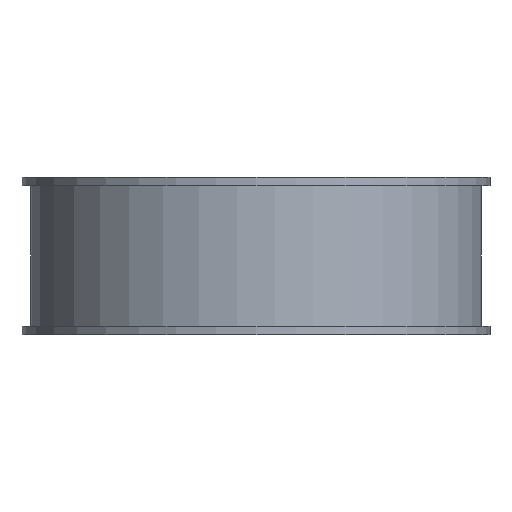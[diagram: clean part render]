
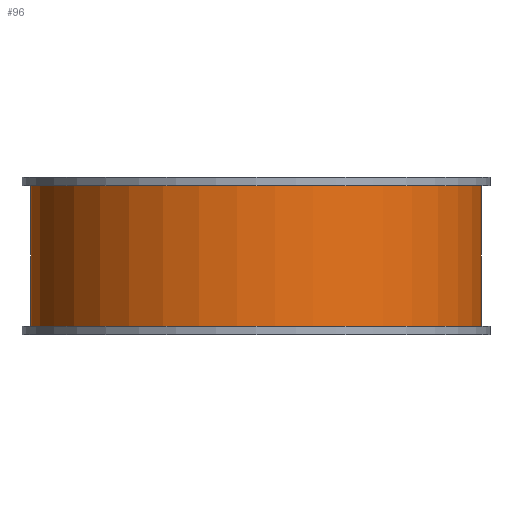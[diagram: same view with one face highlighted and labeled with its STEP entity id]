
A CAD part, front view. The second image highlights one B-rep face of the part: STEP entity #96.
In plain terms, the highlighted cylindrical face has radius 40.15 mm (diameter 80.3 mm), a partial arc.
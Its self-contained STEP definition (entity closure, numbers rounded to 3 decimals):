
#96 = ADVANCED_FACE( '', ( #144 ), #145, .T. );
#144 = FACE_OUTER_BOUND( '', #196, .T. );
#145 = CYLINDRICAL_SURFACE( '', #197, 40.15 );
#196 = EDGE_LOOP( '', ( #393, #394, #395, #396 ) );
#197 = AXIS2_PLACEMENT_3D( '', #397, #398, #399 );
#393 = ORIENTED_EDGE( '', *, *, #496, .F. );
#394 = ORIENTED_EDGE( '', *, *, #454, .F. );
#395 = ORIENTED_EDGE( '', *, *, #497, .T. );
#396 = ORIENTED_EDGE( '', *, *, #490, .T. );
#397 = CARTESIAN_POINT( '', ( 0., 0., -14. ) );
#398 = DIRECTION( '', ( 0., 0., -1. ) );
#399 = DIRECTION( '', ( 1., 0., 0. ) );
#454 = EDGE_CURVE( '', #548, #534, #550, .T. );
#490 = EDGE_CURVE( '', #608, #606, #609, .T. );
#496 = EDGE_CURVE( '', #534, #606, #616, .T. );
#497 = EDGE_CURVE( '', #548, #608, #617, .T. );
#534 = VERTEX_POINT( '', #670 );
#548 = VERTEX_POINT( '', #687 );
#550 = CIRCLE( '', #689, 40.15 );
#606 = VERTEX_POINT( '', #766 );
#608 = VERTEX_POINT( '', #768 );
#609 = CIRCLE( '', #769, 40.15 );
#616 = LINE( '', #780, #781 );
#617 = LINE( '', #782, #783 );
#670 = CARTESIAN_POINT( '', ( -6.513, 39.618, -12.5 ) );
#687 = CARTESIAN_POINT( '', ( 6.513, 39.618, -12.5 ) );
#689 = AXIS2_PLACEMENT_3D( '', #828, #829, #830 );
#766 = CARTESIAN_POINT( '', ( -6.513, 39.618, 12.5 ) );
#768 = CARTESIAN_POINT( '', ( 6.513, 39.618, 12.5 ) );
#769 = AXIS2_PLACEMENT_3D( '', #894, #895, #896 );
#780 = CARTESIAN_POINT( '', ( -6.513, 39.618, -14. ) );
#781 = VECTOR( '', #904, 1000. );
#782 = CARTESIAN_POINT( '', ( 6.513, 39.618, -14. ) );
#783 = VECTOR( '', #905, 1000. );
#828 = CARTESIAN_POINT( '', ( 0., 0., -12.5 ) );
#829 = DIRECTION( '', ( 0., 0., -1. ) );
#830 = DIRECTION( '', ( 1., 0., 0. ) );
#894 = CARTESIAN_POINT( '', ( 0., 0., 12.5 ) );
#895 = DIRECTION( '', ( 0., 0., -1. ) );
#896 = DIRECTION( '', ( 1., 0., 0. ) );
#904 = DIRECTION( '', ( 0., 0., 1. ) );
#905 = DIRECTION( '', ( 0., 0., 1. ) );
